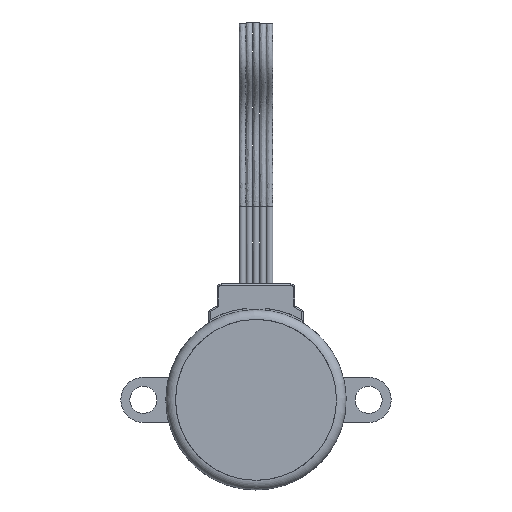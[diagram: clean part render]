
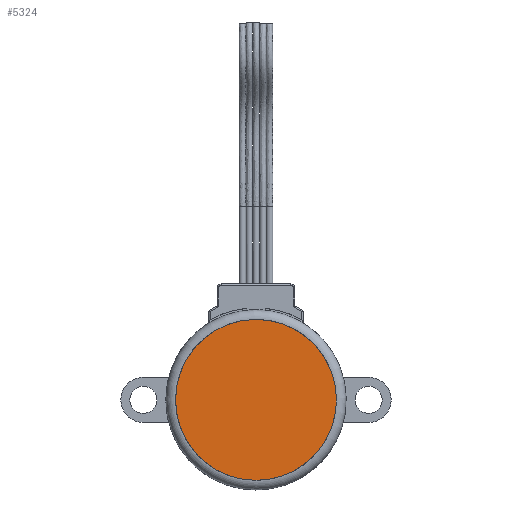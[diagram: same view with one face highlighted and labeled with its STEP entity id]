
A CAD part, front view. The second image highlights one B-rep face of the part: STEP entity #5324.
In plain terms, the highlighted planar face has unit normal (0, -1, 0).
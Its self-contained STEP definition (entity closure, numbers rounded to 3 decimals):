
#290=PLANE('',#5963);
#529=CIRCLE('',#5961,12.5);
#843=FACE_OUTER_BOUND('',#1158,.T.);
#1158=EDGE_LOOP('',(#4913));
#2609=VERTEX_POINT('',#11407);
#3376=EDGE_CURVE('',#2609,#2609,#529,.T.);
#4913=ORIENTED_EDGE('',*,*,#3376,.T.);
#5324=ADVANCED_FACE('',(#843),#290,.T.);
#5961=AXIS2_PLACEMENT_3D('',#11408,#7453,#7454);
#5963=AXIS2_PLACEMENT_3D('',#11412,#7458,#7459);
#7453=DIRECTION('center_axis',(0.,-1.,0.));
#7454=DIRECTION('ref_axis',(1.,0.,0.));
#7458=DIRECTION('center_axis',(0.,-1.,0.));
#7459=DIRECTION('ref_axis',(1.,0.,0.));
#11407=CARTESIAN_POINT('',(-12.5,-0.09,0.));
#11408=CARTESIAN_POINT('Origin',(0.,-0.09,0.));
#11412=CARTESIAN_POINT('Origin',(0.,-0.09,0.));
